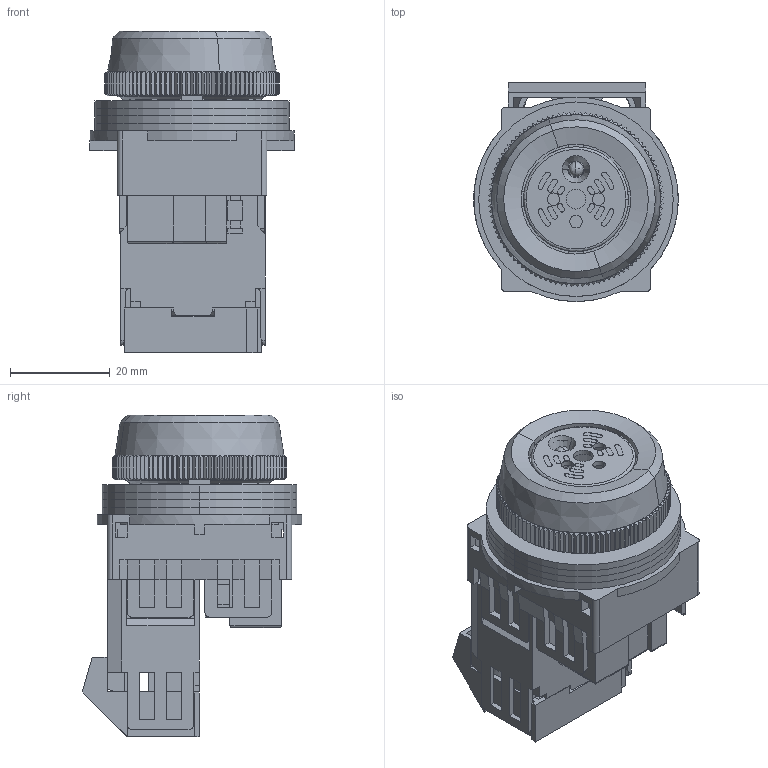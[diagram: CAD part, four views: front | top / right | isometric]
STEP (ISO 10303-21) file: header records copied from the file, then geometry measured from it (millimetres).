
FILE_DESCRIPTION (( 'STEP AP203' ), '1' );
FILE_NAME ('DR30B5-EBZC.STEP', '2025-05-29T11:57:34', ( '' ), ( '' ), 'SwSTEP 2.0', 'SolidWorks 2024', '' );
FILE_SCHEMA (( 'CONFIG_CONTROL_DESIGN' ));
Products named in the file (1): DR30B5-EBZC
Bounding box: 41 x 44 x 64.5 mm (x, y, z)
Volume: 34142.6 mm3; surface area: 31136 mm2
Topology: 18 solids, 18 shells, 1273 faces, 3573 edges, 2340 vertices
Faces by surface type: plane 854, cylinder 315, cone 70, bspline 34
Entity records: 42688 total; most frequent: CARTESIAN_POINT 10453, ORIENTED_EDGE 7130, DIRECTION 6129, EDGE_CURVE 3565, VERTEX_POINT 2336, LINE 2273, VECTOR 2273, AXIS2_PLACEMENT_3D 1928
